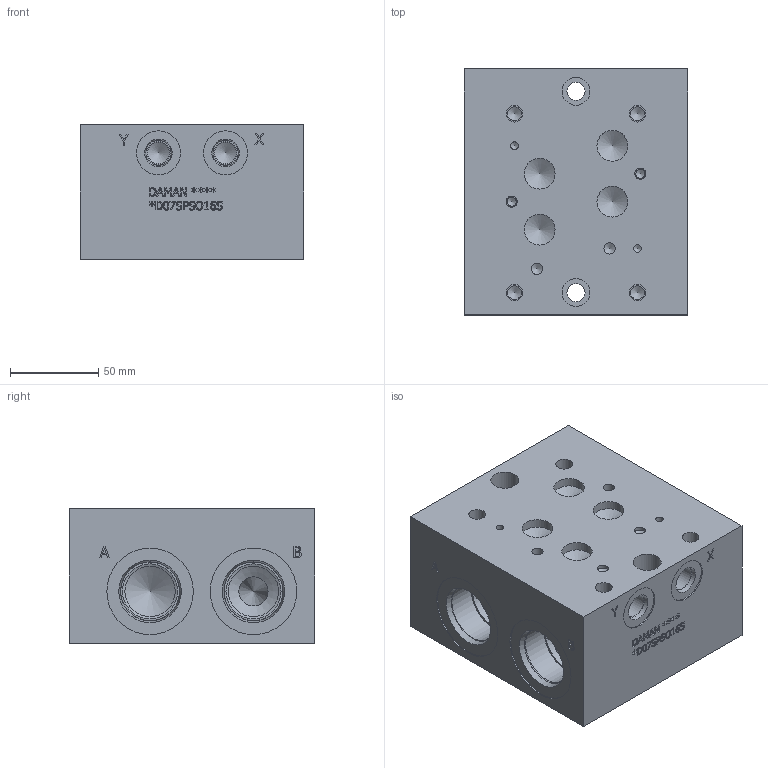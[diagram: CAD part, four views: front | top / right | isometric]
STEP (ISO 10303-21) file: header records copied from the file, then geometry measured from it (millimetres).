
FILE_DESCRIPTION(/* description */ (''),/* implementation_level */ '2;1');
FILE_NAME(/* name */ '_D07SPSO16S.stp',/* time_stamp */ '2020-03-10T15:10:52-04:00',/* author */ ('alexanderw'),/* organization */ (''),/* preprocessor_version */ 'ST-DEVELOPER v17',/* originating_system */ 'Autodesk Inventor 2019',/* authorisation */ '');
FILE_SCHEMA (('AUTOMOTIVE_DESIGN { 1 0 10303 214 3 1 1 }'));
Length unit declared in the file: millimetre
Products named in the file (1): Part_AD07SPSO16S_3D
Bounding box: 127 x 139.7 x 76.2 mm (x, y, z)
Volume: 1194382.8 mm3; surface area: 103302.3 mm2
Topology: 1 solids, 1 shells, 546 faces, 1488 edges, 1002 vertices
Faces by surface type: plane 308, bspline 140, cylinder 56, cone 42
Full cylindrical faces by diameter (mm): 4.369 x2, 5.105 x2, 6.35 x4, 7.925 x4, 9.525 x4, 10.312 x2, 12.294 x2, 12.9 x1, 12.903 x1, 14.275 x2, 14.529 x2, 15.875 x2, 17.475 x4, 25.019 x2, 28.575 x4, 31.267 x4, 33.34 x2, 33.35 x2, 33.757 x4, 35.509 x2, 49.124 x4
Entity records: 18316 total; most frequent: CARTESIAN_POINT 4837, ORIENTED_EDGE 2936, DIRECTION 2208, EDGE_CURVE 1468, VERTEX_POINT 1002, LINE 982, VECTOR 982, EDGE_LOOP 628
